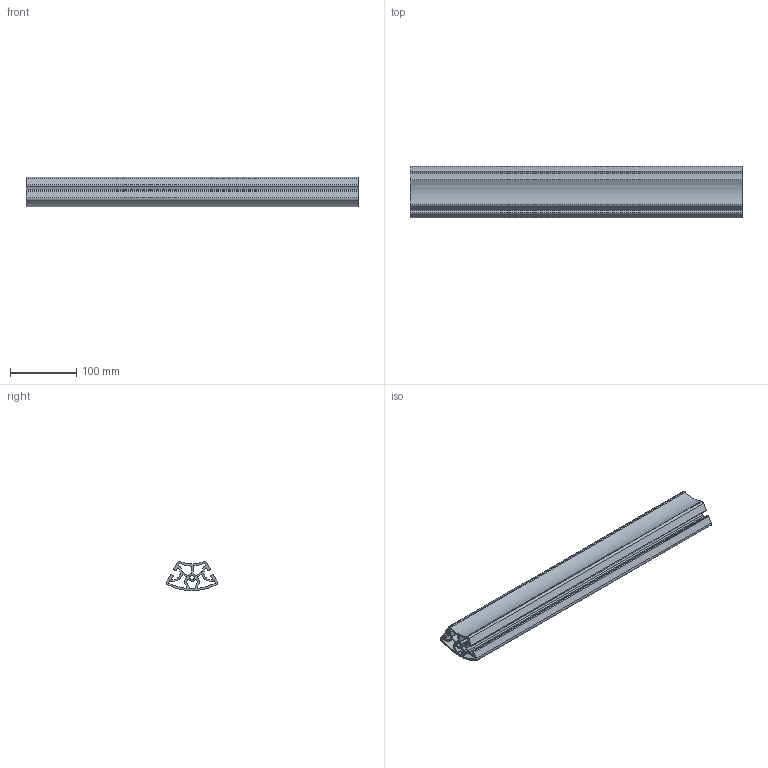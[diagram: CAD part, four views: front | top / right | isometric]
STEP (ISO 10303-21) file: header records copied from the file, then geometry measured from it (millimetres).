
FILE_DESCRIPTION (( 'STEP AP214' ), '1' );
FILE_NAME ('RP1430 8 40x60°R Light.STEP', '2026-02-24T12:57:10', ( '' ), ( '' ), 'SwSTEP 2.0', 'SolidWorks 2026', '' );
FILE_SCHEMA (( 'AUTOMOTIVE_DESIGN' ));
Length unit declared in the file: millimetre
Products named in the file (1): RP1430 8 40x60°R Light
Bounding box: 500 x 76.96 x 44.05 mm (x, y, z)
Volume: 528336.1 mm3; surface area: 318887.7 mm2
Topology: 1 solids, 1 shells, 130 faces, 384 edges, 256 vertices
Faces by surface type: cylinder 90, plane 40
Entity records: 4475 total; most frequent: DIRECTION 826, CARTESIAN_POINT 771, ORIENTED_EDGE 768, EDGE_CURVE 384, AXIS2_PLACEMENT_3D 311, VERTEX_POINT 256, LINE 204, VECTOR 204
